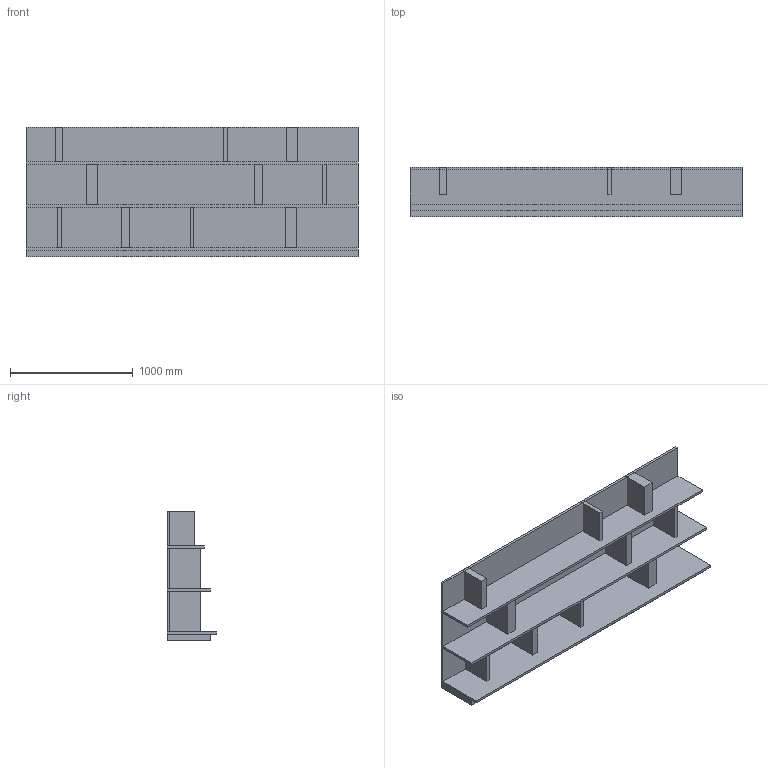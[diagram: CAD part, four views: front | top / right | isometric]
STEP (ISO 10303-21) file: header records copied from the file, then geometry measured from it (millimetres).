
FILE_DESCRIPTION(/* description */ (''),/* implementation_level */ '2;1');
FILE_NAME(/* name */ '9800 Ala libreria 3 ripiani',/* time_stamp */ '2015-04-28T10:48:02+02:00',/* author */ (''),/* organization */ (''),/* preprocessor_version */ 'ST-DEVELOPER v10',/* originating_system */ '',/* authorisation */ '');
FILE_SCHEMA (('CONFIG_CONTROL_DESIGN'));
Length unit declared in the file: millimetre
Products named in the file (1): 1
Bounding box: 2700 x 400 x 1050 mm (x, y, z)
Volume: 200636550 mm3; surface area: 15937320 mm2
Topology: 17 solids, 17 shells, 102 faces, 204 edges, 136 vertices
Faces by surface type: bspline 102
Entity records: 2438 total; most frequent: CARTESIAN_POINT 954, ORIENTED_EDGE 408, EDGE_CURVE 204, B_SPLINE_CURVE_WITH_KNOTS 204, VERTEX_POINT 136, ADVANCED_FACE 102, FACE_OUTER_BOUND 102, EDGE_LOOP 102
